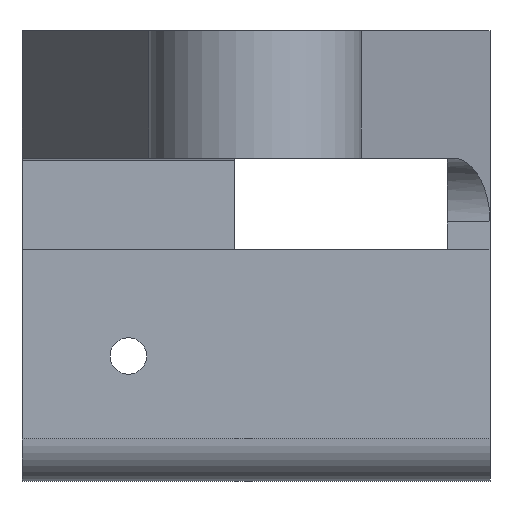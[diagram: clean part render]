
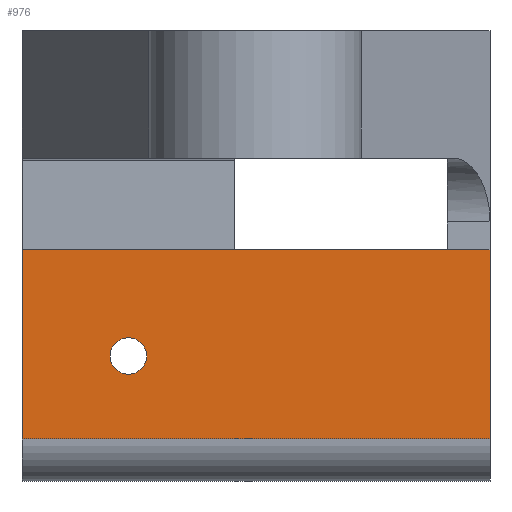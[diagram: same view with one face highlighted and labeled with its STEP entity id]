
A CAD part, front view. The second image highlights one B-rep face of the part: STEP entity #976.
In plain terms, the highlighted planar face has unit normal (0, -1, 0).
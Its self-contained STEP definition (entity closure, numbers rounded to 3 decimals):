
#50=FACE_BOUND('',#155,.T.);
#67=PLANE('',#1077);
#105=FACE_OUTER_BOUND('',#154,.T.);
#154=EDGE_LOOP('',(#796,#797,#798,#799));
#155=EDGE_LOOP('',(#800,#801));
#192=LINE('',#1429,#285);
#193=LINE('',#1433,#286);
#224=LINE('',#1522,#317);
#245=LINE('',#1599,#338);
#285=VECTOR('',#1136,10.);
#286=VECTOR('',#1141,10.);
#317=VECTOR('',#1222,10.);
#338=VECTOR('',#1299,10.);
#372=CIRCLE('',#1027,0.856);
#373=CIRCLE('',#1028,0.856);
#426=VERTEX_POINT('',#1426);
#427=VERTEX_POINT('',#1428);
#428=VERTEX_POINT('',#1432);
#429=VERTEX_POINT('',#1436);
#430=VERTEX_POINT('',#1437);
#461=VERTEX_POINT('',#1521);
#523=EDGE_CURVE('',#426,#427,#192,.T.);
#525=EDGE_CURVE('',#427,#428,#193,.T.);
#527=EDGE_CURVE('',#429,#430,#372,.T.);
#528=EDGE_CURVE('',#430,#429,#373,.T.);
#569=EDGE_CURVE('',#428,#461,#224,.T.);
#608=EDGE_CURVE('',#461,#426,#245,.T.);
#796=ORIENTED_EDGE('',*,*,#525,.F.);
#797=ORIENTED_EDGE('',*,*,#523,.F.);
#798=ORIENTED_EDGE('',*,*,#608,.F.);
#799=ORIENTED_EDGE('',*,*,#569,.F.);
#800=ORIENTED_EDGE('',*,*,#527,.T.);
#801=ORIENTED_EDGE('',*,*,#528,.T.);
#976=ADVANCED_FACE('',(#105,#50),#67,.T.);
#1027=AXIS2_PLACEMENT_3D('',#1438,#1146,#1147);
#1028=AXIS2_PLACEMENT_3D('',#1439,#1148,#1149);
#1077=AXIS2_PLACEMENT_3D('',#1598,#1297,#1298);
#1136=DIRECTION('',(0.,0.,-1.));
#1141=DIRECTION('',(-1.,0.,0.));
#1146=DIRECTION('center_axis',(0.,1.,0.));
#1147=DIRECTION('ref_axis',(1.,0.,0.));
#1148=DIRECTION('center_axis',(0.,1.,0.));
#1149=DIRECTION('ref_axis',(1.,0.,0.));
#1222=DIRECTION('',(0.,0.,1.));
#1297=DIRECTION('center_axis',(0.,-1.,0.));
#1298=DIRECTION('ref_axis',(0.,0.,-1.));
#1299=DIRECTION('',(1.,0.,0.));
#1426=CARTESIAN_POINT('',(11.,-8.3,10.));
#1428=CARTESIAN_POINT('',(11.,-8.3,1.1));
#1429=CARTESIAN_POINT('',(11.,-8.3,0.));
#1432=CARTESIAN_POINT('',(-11.,-8.3,1.1));
#1433=CARTESIAN_POINT('',(-11.,-8.3,1.1));
#1436=CARTESIAN_POINT('',(-5.144,-8.3,5.));
#1437=CARTESIAN_POINT('',(-6.856,-8.3,5.));
#1438=CARTESIAN_POINT('Origin',(-6.,-8.3,5.));
#1439=CARTESIAN_POINT('Origin',(-6.,-8.3,5.));
#1521=CARTESIAN_POINT('',(-11.,-8.3,10.));
#1522=CARTESIAN_POINT('',(-11.,-8.3,0.));
#1598=CARTESIAN_POINT('Origin',(-11.,-8.3,10.));
#1599=CARTESIAN_POINT('',(-11.,-8.3,10.));
